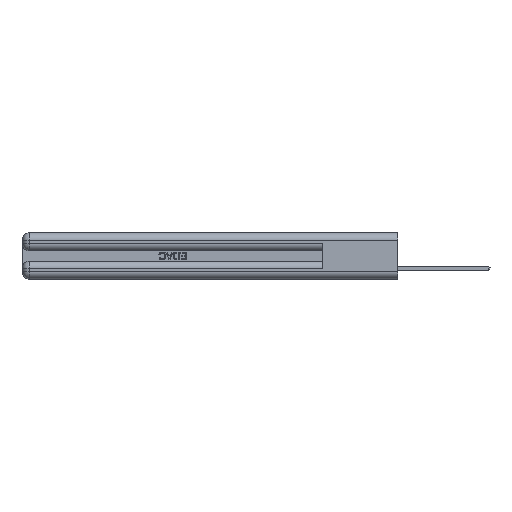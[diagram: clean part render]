
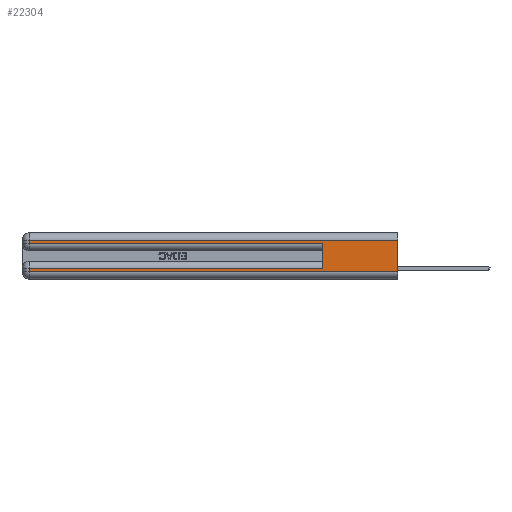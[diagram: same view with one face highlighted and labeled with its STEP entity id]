
A CAD part, left-side view. The second image highlights one B-rep face of the part: STEP entity #22304.
In plain terms, the highlighted planar face has unit normal (-1, 0, 0).
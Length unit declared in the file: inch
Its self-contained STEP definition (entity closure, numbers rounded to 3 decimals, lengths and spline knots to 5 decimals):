
#273 = DIRECTION ( 'NONE',  ( 1., 0., 0. ) ) ;
#1125 = DIRECTION ( 'NONE',  ( 0., -1., 0. ) ) ;
#2309 = DIRECTION ( 'NONE',  ( 0., 0., -1. ) ) ;
#2928 = ORIENTED_EDGE ( 'NONE', *, *, #13990, .T. ) ;
#3020 = CARTESIAN_POINT ( 'NONE',  ( 0., 0., 0.06 ) ) ;
#3658 = ORIENTED_EDGE ( 'NONE', *, *, #31252, .T. ) ;
#4709 = ORIENTED_EDGE ( 'NONE', *, *, #42788, .T. ) ;
#5087 = DIRECTION ( 'NONE',  ( 0., 0., -1. ) ) ;
#5879 = VERTEX_POINT ( 'NONE', #48889 ) ;
#6536 = VERTEX_POINT ( 'NONE', #13706 ) ;
#7135 = EDGE_CURVE ( 'NONE', #45509, #6536, #17737, .T. ) ;
#10256 = VECTOR ( 'NONE', #1125, 39.37008 ) ;
#10259 = VERTEX_POINT ( 'NONE', #36167 ) ;
#10652 = EDGE_CURVE ( 'NONE', #34936, #6536, #44607, .T. ) ;
#12625 = ORIENTED_EDGE ( 'NONE', *, *, #7135, .F. ) ;
#13119 = VERTEX_POINT ( 'NONE', #31341 ) ;
#13706 = CARTESIAN_POINT ( 'NONE',  ( 0., 0.6, 0.285 ) ) ;
#13990 = EDGE_CURVE ( 'NONE', #45509, #10259, #25431, .T. ) ;
#14150 = CARTESIAN_POINT ( 'NONE',  ( 0., 2.94, 0.06 ) ) ;
#16195 = VECTOR ( 'NONE', #2309, 39.37008 ) ;
#17642 = CARTESIAN_POINT ( 'NONE',  ( 0., 2.94, 0.285 ) ) ;
#17737 = LINE ( 'NONE', #41083, #22016 ) ;
#18781 = CARTESIAN_POINT ( 'NONE',  ( 0., 0., 0.285 ) ) ;
#18924 = VERTEX_POINT ( 'NONE', #20425 ) ;
#19433 = LINE ( 'NONE', #23698, #45885 ) ;
#20111 = LINE ( 'NONE', #3020, #34337 ) ;
#20344 = EDGE_CURVE ( 'NONE', #5879, #18924, #19433, .T. ) ;
#20425 = CARTESIAN_POINT ( 'NONE',  ( 0., 0., 0.06 ) ) ;
#20840 = VERTEX_POINT ( 'NONE', #14150 ) ;
#21699 = VECTOR ( 'NONE', #33267, 39.37008 ) ;
#22016 = VECTOR ( 'NONE', #29765, 39.37008 ) ;
#22304 = ADVANCED_FACE ( 'NONE', ( #30844 ), #31119, .F. ) ;
#22450 = ORIENTED_EDGE ( 'NONE', *, *, #34508, .T. ) ;
#23545 = LINE ( 'NONE', #29832, #16195 ) ;
#23684 = CARTESIAN_POINT ( 'NONE',  ( 0., 0., 0.37 ) ) ;
#23698 = CARTESIAN_POINT ( 'NONE',  ( 0., 0., 0.37 ) ) ;
#24471 = VECTOR ( 'NONE', #25559, 39.37008 ) ;
#25431 = LINE ( 'NONE', #45111, #21699 ) ;
#25559 = DIRECTION ( 'NONE',  ( 0., 0., -1. ) ) ;
#27457 = ORIENTED_EDGE ( 'NONE', *, *, #10652, .T. ) ;
#27547 = LINE ( 'NONE', #44819, #24471 ) ;
#27672 = DIRECTION ( 'NONE',  ( 0., 0., -1. ) ) ;
#29093 = VECTOR ( 'NONE', #39077, 39.37008 ) ;
#29765 = DIRECTION ( 'NONE',  ( 0., 0., 1. ) ) ;
#29832 = CARTESIAN_POINT ( 'NONE',  ( 0., 2.94, 0.37 ) ) ;
#30844 = FACE_OUTER_BOUND ( 'NONE', #35479, .T. ) ;
#31119 = PLANE ( 'NONE',  #48024 ) ;
#31252 = EDGE_CURVE ( 'NONE', #13119, #34936, #27547, .T. ) ;
#31341 = CARTESIAN_POINT ( 'NONE',  ( 0., 2.94, 0.31 ) ) ;
#33267 = DIRECTION ( 'NONE',  ( 0., 1., 0. ) ) ;
#33641 = ORIENTED_EDGE ( 'NONE', *, *, #20344, .F. ) ;
#33804 = EDGE_CURVE ( 'NONE', #10259, #20840, #23545, .T. ) ;
#34337 = VECTOR ( 'NONE', #37664, 39.37008 ) ;
#34508 = EDGE_CURVE ( 'NONE', #5879, #13119, #50039, .T. ) ;
#34936 = VERTEX_POINT ( 'NONE', #17642 ) ;
#35111 = CARTESIAN_POINT ( 'NONE',  ( 0., 0.6, 0.085 ) ) ;
#35302 = ORIENTED_EDGE ( 'NONE', *, *, #33804, .T. ) ;
#35479 = EDGE_LOOP ( 'NONE', ( #33641, #22450, #3658, #27457, #12625, #2928, #35302, #4709 ) ) ;
#36167 = CARTESIAN_POINT ( 'NONE',  ( 0., 2.94, 0.085 ) ) ;
#37664 = DIRECTION ( 'NONE',  ( 0., -1., 0. ) ) ;
#39077 = DIRECTION ( 'NONE',  ( 0., 1., 0. ) ) ;
#41083 = CARTESIAN_POINT ( 'NONE',  ( 0., 0.6, 0.145 ) ) ;
#41519 = CARTESIAN_POINT ( 'NONE',  ( 0., 0., 0.31 ) ) ;
#42788 = EDGE_CURVE ( 'NONE', #20840, #18924, #20111, .T. ) ;
#44607 = LINE ( 'NONE', #18781, #10256 ) ;
#44819 = CARTESIAN_POINT ( 'NONE',  ( 0., 2.94, 0.37 ) ) ;
#45111 = CARTESIAN_POINT ( 'NONE',  ( 0., 0., 0.085 ) ) ;
#45509 = VERTEX_POINT ( 'NONE', #35111 ) ;
#45885 = VECTOR ( 'NONE', #5087, 39.37008 ) ;
#48024 = AXIS2_PLACEMENT_3D ( 'NONE', #23684, #273, #27672 ) ;
#48889 = CARTESIAN_POINT ( 'NONE',  ( 0., 0., 0.31 ) ) ;
#50039 = LINE ( 'NONE', #41519, #29093 ) ;
